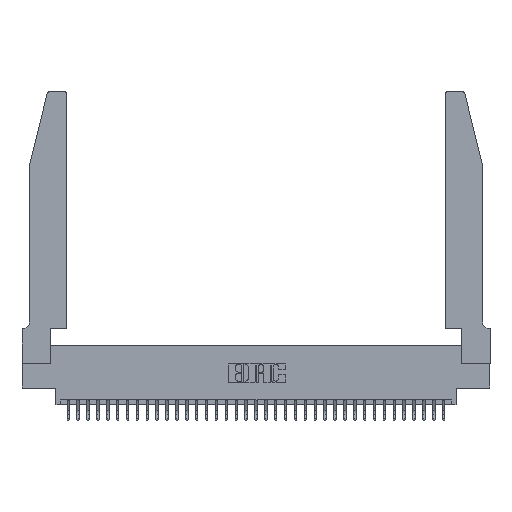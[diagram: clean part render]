
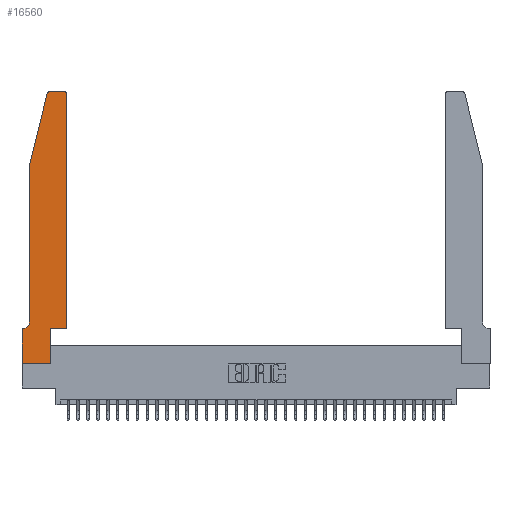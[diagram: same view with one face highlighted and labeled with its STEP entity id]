
A CAD part, top view. The second image highlights one B-rep face of the part: STEP entity #16560.
In plain terms, the highlighted planar face has unit normal (0, 0, 1).
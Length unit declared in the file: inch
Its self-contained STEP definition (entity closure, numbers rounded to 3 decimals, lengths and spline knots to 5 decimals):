
#544 = ORIENTED_EDGE ( 'NONE', *, *, #25062, .T. ) ;
#600 = DIRECTION ( 'NONE',  ( -0.239, -0.971, 0. ) ) ;
#940 = CARTESIAN_POINT ( 'NONE',  ( 0.4205, 2.72, 0.37 ) ) ;
#1396 = CARTESIAN_POINT ( 'NONE',  ( 0.4505, 0.35, 0.37 ) ) ;
#1935 = LINE ( 'NONE', #21650, #29441 ) ;
#1966 = AXIS2_PLACEMENT_3D ( 'NONE', #8302, #13779, #14240 ) ;
#3399 = CARTESIAN_POINT ( 'NONE',  ( 0.0755, 2., 0.37 ) ) ;
#3686 = DIRECTION ( 'NONE',  ( -1., 0., 0. ) ) ;
#4285 = VERTEX_POINT ( 'NONE', #1396 ) ;
#4410 = LINE ( 'NONE', #5924, #17494 ) ;
#4617 = VERTEX_POINT ( 'NONE', #21825 ) ;
#4848 = EDGE_CURVE ( 'NONE', #10127, #11885, #1935, .T. ) ;
#5054 = CARTESIAN_POINT ( 'NONE',  ( 0.2605, 2.75, 0.37 ) ) ;
#5238 = CARTESIAN_POINT ( 'NONE',  ( 0.4505, 0.35, 0.37 ) ) ;
#5671 = VERTEX_POINT ( 'NONE', #35084 ) ;
#5808 = DIRECTION ( 'NONE',  ( 0., -1., 0. ) ) ;
#5924 = CARTESIAN_POINT ( 'NONE',  ( 0., 0., 0.37 ) ) ;
#5938 = VECTOR ( 'NONE', #600, 39.37008 ) ;
#5943 = AXIS2_PLACEMENT_3D ( 'NONE', #940, #26739, #7979 ) ;
#6089 = VECTOR ( 'NONE', #13269, 39.37008 ) ;
#7043 = ORIENTED_EDGE ( 'NONE', *, *, #36063, .T. ) ;
#7561 = CARTESIAN_POINT ( 'NONE',  ( 0.0055, 0.35, 0.37 ) ) ;
#7979 = DIRECTION ( 'NONE',  ( 1., 0., 0. ) ) ;
#7991 = EDGE_CURVE ( 'NONE', #28950, #10816, #12326, .T. ) ;
#7997 = LINE ( 'NONE', #5054, #10144 ) ;
#8302 = CARTESIAN_POINT ( 'NONE',  ( 0., 0.35, 0.37 ) ) ;
#8582 = CIRCLE ( 'NONE', #30742, 0.03 ) ;
#9676 = CARTESIAN_POINT ( 'NONE',  ( 0.0755, 0.42, 0.37 ) ) ;
#9783 = VECTOR ( 'NONE', #35834, 39.37008 ) ;
#10127 = VERTEX_POINT ( 'NONE', #29273 ) ;
#10144 = VECTOR ( 'NONE', #10670, 39.37008 ) ;
#10407 = DIRECTION ( 'NONE',  ( 1., 0., 0. ) ) ;
#10670 = DIRECTION ( 'NONE',  ( -1., 0., 0. ) ) ;
#10816 = VERTEX_POINT ( 'NONE', #24304 ) ;
#11885 = VERTEX_POINT ( 'NONE', #31589 ) ;
#12168 = ORIENTED_EDGE ( 'NONE', *, *, #29420, .T. ) ;
#12205 = ORIENTED_EDGE ( 'NONE', *, *, #33374, .T. ) ;
#12326 = CIRCLE ( 'NONE', #5943, 0.03 ) ;
#12590 = VERTEX_POINT ( 'NONE', #3399 ) ;
#12914 = DIRECTION ( 'NONE',  ( -1., 0., 0. ) ) ;
#13151 = EDGE_CURVE ( 'NONE', #12590, #26083, #14526, .T. ) ;
#13269 = DIRECTION ( 'NONE',  ( 0., 1., 0. ) ) ;
#13731 = VECTOR ( 'NONE', #12914, 39.37008 ) ;
#13779 = DIRECTION ( 'NONE',  ( 0., 0., 1. ) ) ;
#13881 = CARTESIAN_POINT ( 'NONE',  ( 0.4505, 2.72, 0.37 ) ) ;
#13925 = CARTESIAN_POINT ( 'NONE',  ( 0.284, 2.72, 0.37 ) ) ;
#14240 = DIRECTION ( 'NONE',  ( 1., 0., 0. ) ) ;
#14526 = LINE ( 'NONE', #25809, #32452 ) ;
#14548 = ORIENTED_EDGE ( 'NONE', *, *, #7991, .T. ) ;
#14786 = DIRECTION ( 'NONE',  ( 0., 0., -1. ) ) ;
#15051 = ORIENTED_EDGE ( 'NONE', *, *, #13151, .T. ) ;
#15435 = DIRECTION ( 'NONE',  ( 0., -1., 0. ) ) ;
#15456 = LINE ( 'NONE', #24401, #13731 ) ;
#15954 = CARTESIAN_POINT ( 'NONE',  ( 0.2865, 0.35, 0.37 ) ) ;
#16560 = ADVANCED_FACE ( 'NONE', ( #34800 ), #36124, .T. ) ;
#16861 = DIRECTION ( 'NONE',  ( 0., 0., 1. ) ) ;
#16926 = EDGE_LOOP ( 'NONE', ( #544, #29832, #29192, #15051, #32442, #12205, #29337, #19549, #7043, #12168, #21110, #14548 ) ) ;
#17086 = EDGE_CURVE ( 'NONE', #26083, #23240, #18612, .T. ) ;
#17220 = EDGE_CURVE ( 'NONE', #20492, #12590, #33462, .T. ) ;
#17375 = CARTESIAN_POINT ( 'NONE',  ( 0.0755, 2., 0.37 ) ) ;
#17494 = VECTOR ( 'NONE', #5808, 39.37008 ) ;
#18612 = CIRCLE ( 'NONE', #25767, 0.07 ) ;
#19549 = ORIENTED_EDGE ( 'NONE', *, *, #4848, .T. ) ;
#19650 = LINE ( 'NONE', #5238, #6089 ) ;
#20492 = VERTEX_POINT ( 'NONE', #31736 ) ;
#21110 = ORIENTED_EDGE ( 'NONE', *, *, #36090, .T. ) ;
#21472 = DIRECTION ( 'NONE',  ( 0., 1., 0. ) ) ;
#21644 = CARTESIAN_POINT ( 'NONE',  ( 0.2865, 0.35, 0.37 ) ) ;
#21650 = CARTESIAN_POINT ( 'NONE',  ( 0., 0., 0.37 ) ) ;
#21825 = CARTESIAN_POINT ( 'NONE',  ( 0., 0.35, 0.37 ) ) ;
#23240 = VERTEX_POINT ( 'NONE', #7561 ) ;
#24304 = CARTESIAN_POINT ( 'NONE',  ( 0.4205, 2.75, 0.37 ) ) ;
#24401 = CARTESIAN_POINT ( 'NONE',  ( 0.0755, 0.35, 0.37 ) ) ;
#25062 = EDGE_CURVE ( 'NONE', #10816, #5671, #7997, .T. ) ;
#25268 = DIRECTION ( 'NONE',  ( 1., 0., 0. ) ) ;
#25767 = AXIS2_PLACEMENT_3D ( 'NONE', #31501, #14786, #3686 ) ;
#25784 = EDGE_CURVE ( 'NONE', #4617, #10127, #4410, .T. ) ;
#25809 = CARTESIAN_POINT ( 'NONE',  ( 0.0755, 2., 0.37 ) ) ;
#26083 = VERTEX_POINT ( 'NONE', #9676 ) ;
#26739 = DIRECTION ( 'NONE',  ( 0., 0., 1. ) ) ;
#27544 = VECTOR ( 'NONE', #21472, 39.37008 ) ;
#28217 = EDGE_CURVE ( 'NONE', #5671, #20492, #8582, .T. ) ;
#28950 = VERTEX_POINT ( 'NONE', #13881 ) ;
#29192 = ORIENTED_EDGE ( 'NONE', *, *, #17220, .T. ) ;
#29273 = CARTESIAN_POINT ( 'NONE',  ( 0., 0., 0.37 ) ) ;
#29337 = ORIENTED_EDGE ( 'NONE', *, *, #25784, .T. ) ;
#29420 = EDGE_CURVE ( 'NONE', #34634, #4285, #32071, .T. ) ;
#29441 = VECTOR ( 'NONE', #10407, 39.37008 ) ;
#29832 = ORIENTED_EDGE ( 'NONE', *, *, #28217, .T. ) ;
#30742 = AXIS2_PLACEMENT_3D ( 'NONE', #13925, #16861, #25268 ) ;
#31501 = CARTESIAN_POINT ( 'NONE',  ( 0.0055, 0.42, 0.37 ) ) ;
#31589 = CARTESIAN_POINT ( 'NONE',  ( 0.2865, 0., 0.37 ) ) ;
#31736 = CARTESIAN_POINT ( 'NONE',  ( 0.25487, 2.72718, 0.37 ) ) ;
#32071 = LINE ( 'NONE', #32647, #9783 ) ;
#32442 = ORIENTED_EDGE ( 'NONE', *, *, #17086, .T. ) ;
#32452 = VECTOR ( 'NONE', #15435, 39.37008 ) ;
#32647 = CARTESIAN_POINT ( 'NONE',  ( 0.4505, 0.35, 0.37 ) ) ;
#33222 = LINE ( 'NONE', #15954, #27544 ) ;
#33374 = EDGE_CURVE ( 'NONE', #23240, #4617, #15456, .T. ) ;
#33462 = LINE ( 'NONE', #17375, #5938 ) ;
#34634 = VERTEX_POINT ( 'NONE', #21644 ) ;
#34800 = FACE_OUTER_BOUND ( 'NONE', #16926, .T. ) ;
#35084 = CARTESIAN_POINT ( 'NONE',  ( 0.284, 2.75, 0.37 ) ) ;
#35834 = DIRECTION ( 'NONE',  ( 1., 0., 0. ) ) ;
#36063 = EDGE_CURVE ( 'NONE', #11885, #34634, #33222, .T. ) ;
#36090 = EDGE_CURVE ( 'NONE', #4285, #28950, #19650, .T. ) ;
#36124 = PLANE ( 'NONE',  #1966 ) ;
